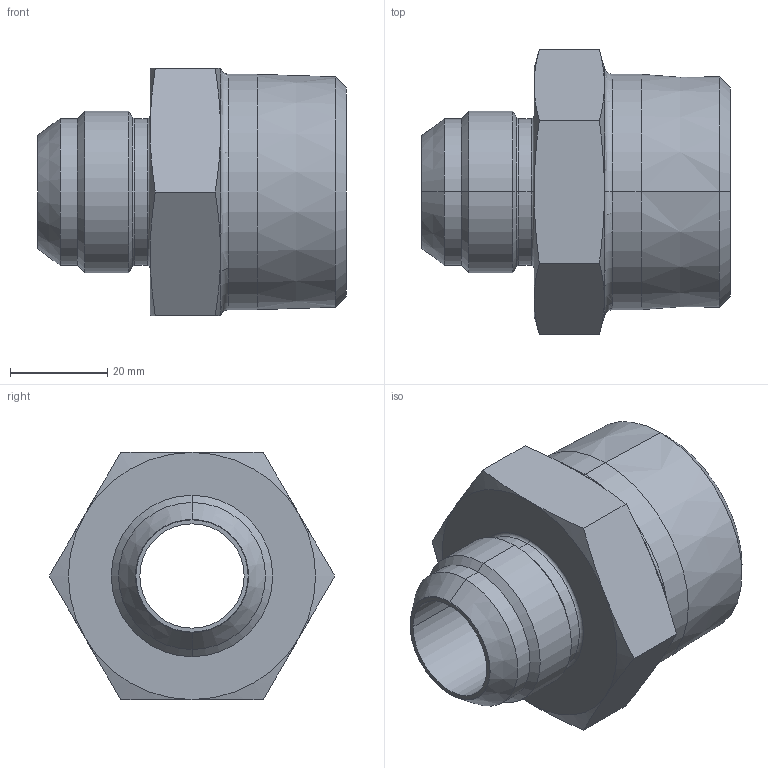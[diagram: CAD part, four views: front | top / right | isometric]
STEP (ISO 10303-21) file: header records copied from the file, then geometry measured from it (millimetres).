
FILE_DESCRIPTION((''),'2;1');
FILE_NAME('16-24_FTX','2006-10-09T',('jw03350'),(''),'PRO/ENGINEER BY PARAMETRIC TECHNOLOGY CORPORATION, 2005290','PRO/ENGINEER BY PARAMETRIC TECHNOLOGY CORPORATION, 2005290','');
FILE_SCHEMA(('CONFIG_CONTROL_DESIGN'));
Length unit declared in the file: inch
Products named in the file (1): 16-24_FTX
Bounding box: 63.5 x 58.66 x 50.8 mm (x, y, z)
Volume: 50376.1 mm3; surface area: 17447.1 mm2
Topology: 1 solids, 1 shells, 65 faces, 136 edges, 74 vertices
Faces by surface type: cone 24, plane 21, cylinder 12, torus 8
Entity records: 1886 total; most frequent: CARTESIAN_POINT 489, DIRECTION 296, ORIENTED_EDGE 272, EDGE_CURVE 136, AXIS2_PLACEMENT_3D 127, VERTEX_POINT 74, EDGE_LOOP 68, FACE_OUTER_BOUND 65
